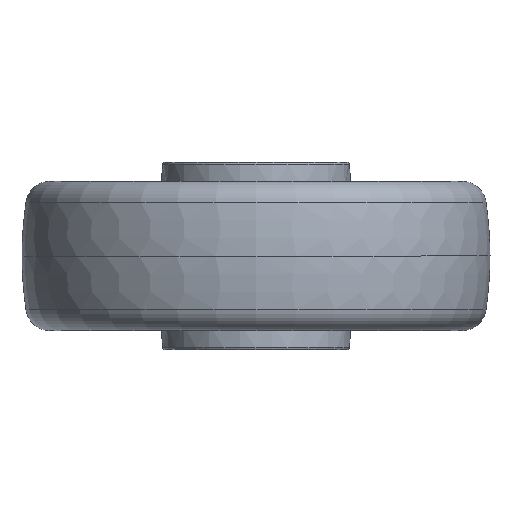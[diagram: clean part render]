
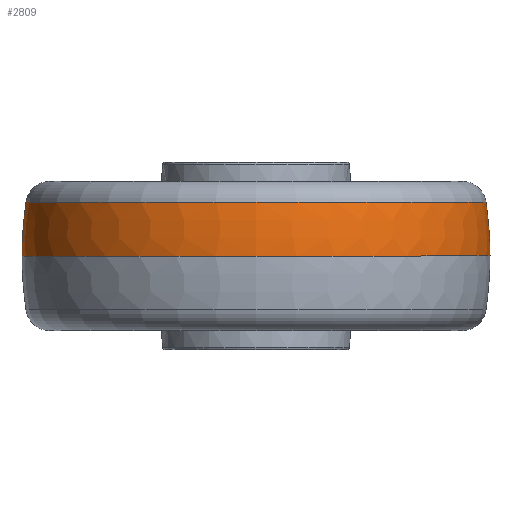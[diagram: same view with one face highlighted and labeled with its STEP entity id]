
A CAD part, front view. The second image highlights one B-rep face of the part: STEP entity #2809.
In plain terms, the highlighted toroidal (fillet/blend) face has major radius 37.5 mm and minor radius 100 mm.
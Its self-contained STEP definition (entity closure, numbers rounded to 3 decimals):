
#1 = ORIENTED_EDGE ( 'NONE', *, *, #2623, .T. ) ;
#32 = AXIS2_PLACEMENT_3D ( 'NONE', #3287, #3239, #791 ) ;
#179 = VERTEX_POINT ( 'NONE', #3040 ) ;
#209 = DIRECTION ( 'NONE',  ( 0., 0., -1. ) ) ;
#274 = DIRECTION ( 'NONE',  ( 1., 0., 0. ) ) ;
#446 = EDGE_CURVE ( 'NONE', #2330, #179, #820, .T. ) ;
#492 = CIRCLE ( 'NONE', #3570, 100. ) ;
#515 = FACE_OUTER_BOUND ( 'NONE', #1643, .T. ) ;
#695 = CARTESIAN_POINT ( 'NONE',  ( 62.5, 0., 0. ) ) ;
#791 = DIRECTION ( 'NONE',  ( 1., 0., 0. ) ) ;
#820 = CIRCLE ( 'NONE', #32, 61.456 ) ;
#963 = AXIS2_PLACEMENT_3D ( 'NONE', #2339, #3139, #2326 ) ;
#970 = ORIENTED_EDGE ( 'NONE', *, *, #3359, .T. ) ;
#985 = VERTEX_POINT ( 'NONE', #695 ) ;
#1131 = TOROIDAL_SURFACE ( 'NONE', #1553, -37.5, 100. ) ;
#1144 = CIRCLE ( 'NONE', #963, 100. ) ;
#1155 = CARTESIAN_POINT ( 'NONE',  ( -62.5, 0., 0. ) ) ;
#1237 = CARTESIAN_POINT ( 'NONE',  ( -61.456, 0., 14.359 ) ) ;
#1257 = VERTEX_POINT ( 'NONE', #1155 ) ;
#1270 = DIRECTION ( 'NONE',  ( 1., 0., 0. ) ) ;
#1472 = CARTESIAN_POINT ( 'NONE',  ( 0., 0., 0. ) ) ;
#1553 = AXIS2_PLACEMENT_3D ( 'NONE', #2738, #209, #2217 ) ;
#1643 = EDGE_LOOP ( 'NONE', ( #2472, #1, #970, #2628 ) ) ;
#1746 = DIRECTION ( 'NONE',  ( 0., -1., 0. ) ) ;
#2040 = CARTESIAN_POINT ( 'NONE',  ( 37.5, 0., -0.056 ) ) ;
#2101 = EDGE_CURVE ( 'NONE', #179, #985, #1144, .T. ) ;
#2217 = DIRECTION ( 'NONE',  ( 1., 0., 0. ) ) ;
#2326 = DIRECTION ( 'NONE',  ( 0., 0., 1. ) ) ;
#2330 = VERTEX_POINT ( 'NONE', #1237 ) ;
#2339 = CARTESIAN_POINT ( 'NONE',  ( -37.5, 0., -0.056 ) ) ;
#2461 = CIRCLE ( 'NONE', #2808, 62.5 ) ;
#2472 = ORIENTED_EDGE ( 'NONE', *, *, #446, .F. ) ;
#2623 = EDGE_CURVE ( 'NONE', #2330, #1257, #492, .T. ) ;
#2628 = ORIENTED_EDGE ( 'NONE', *, *, #2101, .F. ) ;
#2695 = DIRECTION ( 'NONE',  ( 0., 0., 1. ) ) ;
#2738 = CARTESIAN_POINT ( 'NONE',  ( 0., 0., -0.056 ) ) ;
#2808 = AXIS2_PLACEMENT_3D ( 'NONE', #1472, #2695, #1270 ) ;
#2809 = ADVANCED_FACE ( 'NONE', ( #515 ), #1131, .T. ) ;
#3040 = CARTESIAN_POINT ( 'NONE',  ( 61.456, 0., 14.359 ) ) ;
#3139 = DIRECTION ( 'NONE',  ( 0., 1., 0. ) ) ;
#3239 = DIRECTION ( 'NONE',  ( 0., 0., 1. ) ) ;
#3287 = CARTESIAN_POINT ( 'NONE',  ( 0., 0., 14.359 ) ) ;
#3359 = EDGE_CURVE ( 'NONE', #1257, #985, #2461, .T. ) ;
#3570 = AXIS2_PLACEMENT_3D ( 'NONE', #2040, #1746, #274 ) ;
